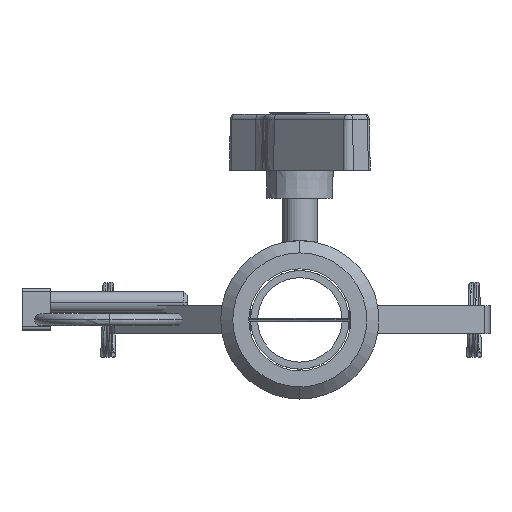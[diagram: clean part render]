
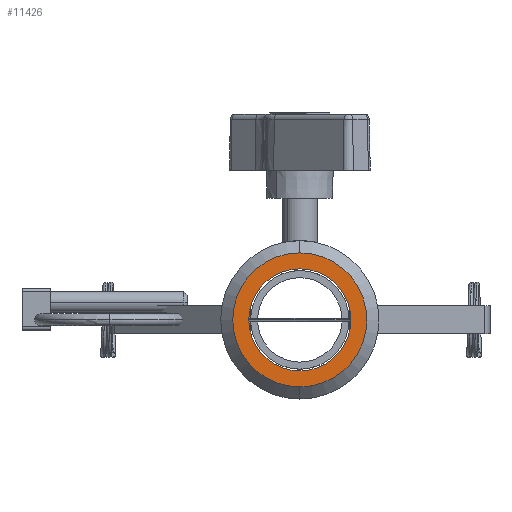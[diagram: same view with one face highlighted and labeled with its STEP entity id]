
A CAD part, front view. The second image highlights one B-rep face of the part: STEP entity #11426.
In plain terms, the highlighted planar face has unit normal (0, -1, 0).
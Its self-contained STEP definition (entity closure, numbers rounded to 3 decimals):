
#1567 = ORIENTED_EDGE ( 'NONE', *, *, #5869, .F. ) ;
#1971 = AXIS2_PLACEMENT_3D ( 'NONE', #29046, #32343, #12759 ) ;
#1997 = CARTESIAN_POINT ( 'NONE',  ( 0., -44., -14.5 ) ) ;
#4673 = VERTEX_POINT ( 'NONE', #6534 ) ;
#4909 = ORIENTED_EDGE ( 'NONE', *, *, #18969, .F. ) ;
#5413 = FACE_OUTER_BOUND ( 'NONE', #9439, .T. ) ;
#5493 = DIRECTION ( 'NONE',  ( 0., 1., 0. ) ) ;
#5869 = EDGE_CURVE ( 'NONE', #6583, #4673, #29694, .T. ) ;
#6534 = CARTESIAN_POINT ( 'NONE',  ( 0., -44., 19.05 ) ) ;
#6583 = VERTEX_POINT ( 'NONE', #7635 ) ;
#7635 = CARTESIAN_POINT ( 'NONE',  ( 0., -44., -19.05 ) ) ;
#8576 = VERTEX_POINT ( 'NONE', #18255 ) ;
#8736 = DIRECTION ( 'NONE',  ( 0., -1., 0. ) ) ;
#9439 = EDGE_LOOP ( 'NONE', ( #4909, #1567 ) ) ;
#10439 = DIRECTION ( 'NONE',  ( 0., 1., 0. ) ) ;
#10481 = CIRCLE ( 'NONE', #40162, 19.05 ) ;
#10503 = CIRCLE ( 'NONE', #15204, 14.5 ) ;
#11426 = ADVANCED_FACE ( 'NONE', ( #38164, #5413 ), #16455, .F. ) ;
#12759 = DIRECTION ( 'NONE',  ( 0., 0., -1. ) ) ;
#14768 = EDGE_CURVE ( 'NONE', #8576, #26361, #38354, .T. ) ;
#15204 = AXIS2_PLACEMENT_3D ( 'NONE', #41803, #8736, #22176 ) ;
#16455 = PLANE ( 'NONE',  #24902 ) ;
#18255 = CARTESIAN_POINT ( 'NONE',  ( 0., -44., 14.5 ) ) ;
#18969 = EDGE_CURVE ( 'NONE', #4673, #6583, #10481, .T. ) ;
#19495 = CARTESIAN_POINT ( 'NONE',  ( 0., -44., 0. ) ) ;
#21926 = DIRECTION ( 'NONE',  ( 0., 0., 1. ) ) ;
#22176 = DIRECTION ( 'NONE',  ( 0., 0., -1. ) ) ;
#24902 = AXIS2_PLACEMENT_3D ( 'NONE', #39643, #10439, #32730 ) ;
#25498 = DIRECTION ( 'NONE',  ( 0., 0., 1. ) ) ;
#25931 = DIRECTION ( 'NONE',  ( 0., 1., 0. ) ) ;
#26361 = VERTEX_POINT ( 'NONE', #1997 ) ;
#27804 = AXIS2_PLACEMENT_3D ( 'NONE', #19495, #25931, #25498 ) ;
#29046 = CARTESIAN_POINT ( 'NONE',  ( 0., -44., 0. ) ) ;
#29694 = CIRCLE ( 'NONE', #27804, 19.05 ) ;
#32343 = DIRECTION ( 'NONE',  ( 0., -1., 0. ) ) ;
#32730 = DIRECTION ( 'NONE',  ( 0., 0., 1. ) ) ;
#34638 = EDGE_CURVE ( 'NONE', #26361, #8576, #10503, .T. ) ;
#34882 = ORIENTED_EDGE ( 'NONE', *, *, #34638, .F. ) ;
#35076 = ORIENTED_EDGE ( 'NONE', *, *, #14768, .F. ) ;
#38164 = FACE_BOUND ( 'NONE', #41321, .T. ) ;
#38354 = CIRCLE ( 'NONE', #1971, 14.5 ) ;
#39643 = CARTESIAN_POINT ( 'NONE',  ( 0., -44., 0. ) ) ;
#40162 = AXIS2_PLACEMENT_3D ( 'NONE', #41826, #5493, #21926 ) ;
#41321 = EDGE_LOOP ( 'NONE', ( #34882, #35076 ) ) ;
#41803 = CARTESIAN_POINT ( 'NONE',  ( 0., -44., 0. ) ) ;
#41826 = CARTESIAN_POINT ( 'NONE',  ( 0., -44., 0. ) ) ;
